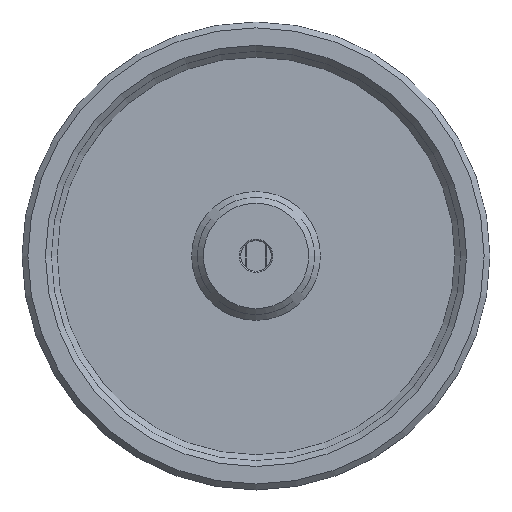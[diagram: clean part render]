
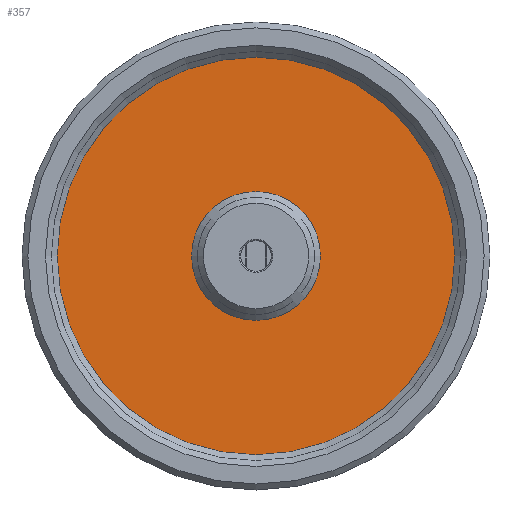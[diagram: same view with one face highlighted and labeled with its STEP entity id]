
A CAD part, top view. The second image highlights one B-rep face of the part: STEP entity #357.
In plain terms, the highlighted planar face has unit normal (0, 0, 1).
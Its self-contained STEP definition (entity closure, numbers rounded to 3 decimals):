
#16=FACE_BOUND('',#77,.T.);
#27=PLANE('',#415);
#53=FACE_OUTER_BOUND('',#76,.T.);
#76=EDGE_LOOP('',(#309));
#77=EDGE_LOOP('',(#310));
#143=CIRCLE('',#414,11.);
#144=CIRCLE('',#416,34.);
#176=VERTEX_POINT('',#632);
#177=VERTEX_POINT('',#636);
#221=EDGE_CURVE('',#176,#176,#143,.T.);
#223=EDGE_CURVE('',#177,#177,#144,.T.);
#309=ORIENTED_EDGE('',*,*,#223,.F.);
#310=ORIENTED_EDGE('',*,*,#221,.F.);
#357=ADVANCED_FACE('',(#53,#16),#27,.F.);
#414=AXIS2_PLACEMENT_3D('',#633,#520,#521);
#415=AXIS2_PLACEMENT_3D('',#635,#523,#524);
#416=AXIS2_PLACEMENT_3D('',#637,#525,#526);
#520=DIRECTION('center_axis',(0.,0.,1.));
#521=DIRECTION('ref_axis',(1.,0.,0.));
#523=DIRECTION('center_axis',(0.,0.,-1.));
#524=DIRECTION('ref_axis',(1.,0.,0.));
#525=DIRECTION('center_axis',(0.,0.,-1.));
#526=DIRECTION('ref_axis',(-1.,0.,0.));
#632=CARTESIAN_POINT('',(-11.,0.,5.));
#633=CARTESIAN_POINT('Origin',(0.,0.,5.));
#635=CARTESIAN_POINT('Origin',(0.,0.,5.));
#636=CARTESIAN_POINT('',(34.,0.,5.));
#637=CARTESIAN_POINT('Origin',(0.,0.,5.));
